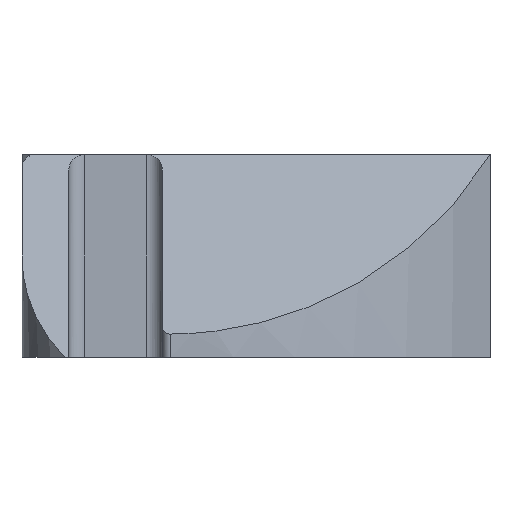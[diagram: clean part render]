
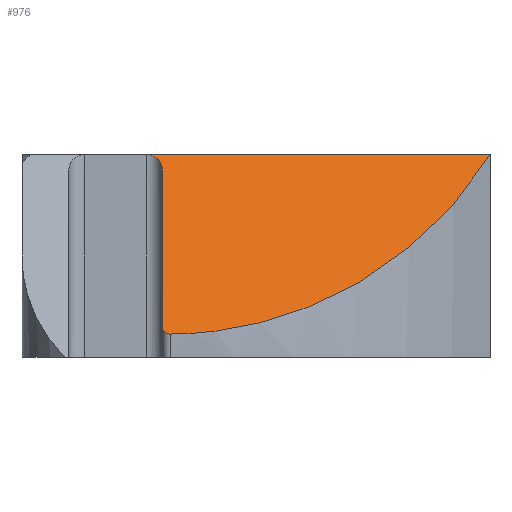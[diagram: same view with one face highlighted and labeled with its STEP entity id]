
A CAD part, front view. The second image highlights one B-rep face of the part: STEP entity #976.
In plain terms, the highlighted planar face has unit normal (0, -0.707, 0.707).
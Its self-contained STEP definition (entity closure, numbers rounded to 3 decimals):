
#238=CARTESIAN_POINT('',(-22.,-13.75,13.));
#239=VERTEX_POINT('',#238);
#270=CARTESIAN_POINT('',(-21.,-14.75,12.));
#271=VERTEX_POINT('',#270);
#278=CARTESIAN_POINT('',(-22.,-14.75,12.));
#279=DIRECTION('',(0.,-0.707,0.707));
#280=DIRECTION('',(0.,0.707,0.707));
#281=AXIS2_PLACEMENT_3D('',#278,#279,#280);
#282=ELLIPSE('',#281,1.414,1.0);
#283=EDGE_CURVE('',#271,#239,#282,.T.);
#302=CARTESIAN_POINT('',(-21.,-24.754,1.996));
#303=VERTEX_POINT('',#302);
#310=CARTESIAN_POINT('',(-21.,-14.75,12.));
#311=DIRECTION('',(0.0,-0.707,-0.707));
#312=VECTOR('',#311,14.147);
#313=LINE('',#310,#312);
#314=EDGE_CURVE('',#271,#303,#313,.T.);
#334=CARTESIAN_POINT('',(-20.497,-25.254,1.496));
#335=VERTEX_POINT('',#334);
#342=CARTESIAN_POINT('',(-20.5,-24.754,1.996));
#343=DIRECTION('',(0.,0.707,-0.707));
#344=DIRECTION('',(0.,0.707,0.707));
#345=AXIS2_PLACEMENT_3D('',#342,#343,#344);
#346=ELLIPSE('',#345,0.707,0.5);
#347=EDGE_CURVE('',#335,#303,#346,.T.);
#367=CARTESIAN_POINT('',(0.0,-13.75,13.));
#368=VERTEX_POINT('',#367);
#375=CARTESIAN_POINT('',(-20.634,-0.997,25.753));
#376=DIRECTION('',(0.,0.707,-0.707));
#377=DIRECTION('',(0.,0.707,0.707));
#378=AXIS2_PLACEMENT_3D('',#375,#376,#377);
#379=ELLIPSE('',#378,34.304,24.257);
#380=EDGE_CURVE('',#368,#335,#379,.T.);
#842=CARTESIAN_POINT('',(-22.,-13.75,13.));
#843=DIRECTION('',(1.0,0.0,0.0));
#844=VECTOR('',#843,22.);
#845=LINE('',#842,#844);
#846=EDGE_CURVE('',#239,#368,#845,.T.);
#964=CARTESIAN_POINT('',(-30.,-13.75,13.));
#965=DIRECTION('',(0.,-0.707,0.707));
#966=DIRECTION('',(0.,-0.707,-0.707));
#967=AXIS2_PLACEMENT_3D('',#964,#965,#966);
#968=PLANE('',#967);
#969=ORIENTED_EDGE('',*,*,#283,.F.);
#970=ORIENTED_EDGE('',*,*,#314,.T.);
#971=ORIENTED_EDGE('',*,*,#347,.F.);
#972=ORIENTED_EDGE('',*,*,#380,.F.);
#973=ORIENTED_EDGE('',*,*,#846,.F.);
#974=EDGE_LOOP('',(#969,#970,#971,#972,#973));
#975=FACE_OUTER_BOUND('',#974,.T.);
#976=ADVANCED_FACE('',(#975),#968,.T.);
